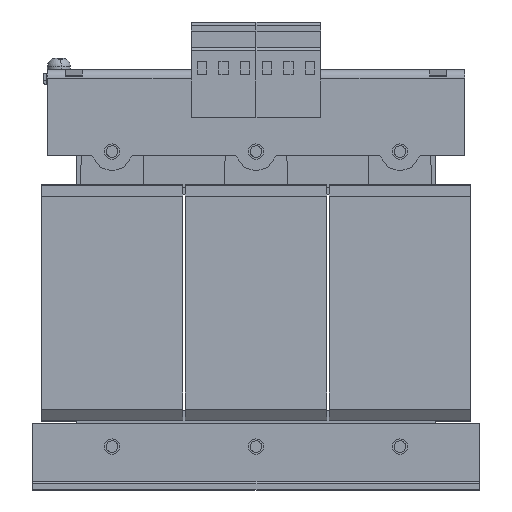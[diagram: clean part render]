
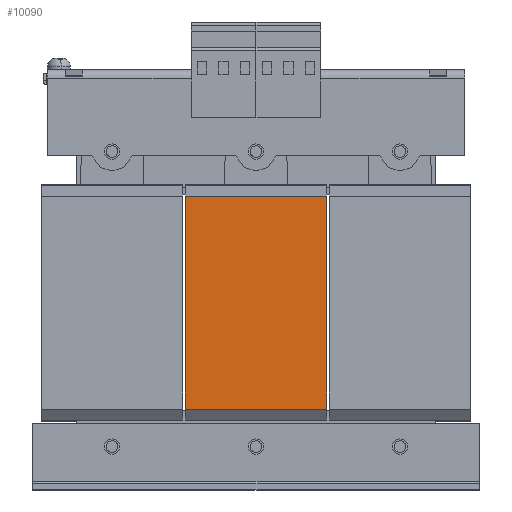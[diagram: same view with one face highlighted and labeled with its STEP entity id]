
A CAD part, top view. The second image highlights one B-rep face of the part: STEP entity #10090.
In plain terms, the highlighted planar face has unit normal (0, 0, 1).
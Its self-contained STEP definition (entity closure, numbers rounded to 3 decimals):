
#50 = DIRECTION ( 'NONE',  ( 0., 0., -1. ) ) ;
#310 = CARTESIAN_POINT ( 'NONE',  ( 24.5, -38.25, 29. ) ) ;
#2410 = LINE ( 'NONE', #5192, #10702 ) ;
#2835 = LINE ( 'NONE', #4268, #8082 ) ;
#2990 = VERTEX_POINT ( 'NONE', #16621 ) ;
#3143 = LINE ( 'NONE', #4659, #9437 ) ;
#3843 = DIRECTION ( 'NONE',  ( -1., 0., 0. ) ) ;
#4004 = ORIENTED_EDGE ( 'NONE', *, *, #10013, .T. ) ;
#4268 = CARTESIAN_POINT ( 'NONE',  ( -24.5, -38.25, 29. ) ) ;
#4443 = EDGE_CURVE ( 'NONE', #12098, #14795, #8899, .T. ) ;
#4659 = CARTESIAN_POINT ( 'NONE',  ( 24.5, 35.75, 29. ) ) ;
#4927 = CARTESIAN_POINT ( 'NONE',  ( 24.5, -38.25, 29. ) ) ;
#5192 = CARTESIAN_POINT ( 'NONE',  ( 24.5, -38.25, 29. ) ) ;
#5395 = CARTESIAN_POINT ( 'NONE',  ( 24.5, 35.75, 29. ) ) ;
#5613 = ORIENTED_EDGE ( 'NONE', *, *, #7863, .T. ) ;
#5614 = FACE_OUTER_BOUND ( 'NONE', #11392, .T. ) ;
#6894 = PLANE ( 'NONE',  #8952 ) ;
#7863 = EDGE_CURVE ( 'NONE', #12098, #12848, #3143, .T. ) ;
#7954 = ORIENTED_EDGE ( 'NONE', *, *, #4443, .F. ) ;
#8082 = VECTOR ( 'NONE', #13800, 1000. ) ;
#8313 = VECTOR ( 'NONE', #14375, 1000. ) ;
#8575 = CARTESIAN_POINT ( 'NONE',  ( -24.5, 35.75, 29. ) ) ;
#8592 = DIRECTION ( 'NONE',  ( -1., 0., 0. ) ) ;
#8899 = LINE ( 'NONE', #4927, #8313 ) ;
#8952 = AXIS2_PLACEMENT_3D ( 'NONE', #9576, #50, #8592 ) ;
#9437 = VECTOR ( 'NONE', #15711, 1000. ) ;
#9576 = CARTESIAN_POINT ( 'NONE',  ( 24.5, -38.25, 29. ) ) ;
#10013 = EDGE_CURVE ( 'NONE', #12848, #2990, #2835, .T. ) ;
#10090 = ADVANCED_FACE ( 'NONE', ( #5614 ), #6894, .F. ) ;
#10702 = VECTOR ( 'NONE', #3843, 1000. ) ;
#11392 = EDGE_LOOP ( 'NONE', ( #4004, #13291, #7954, #5613 ) ) ;
#12098 = VERTEX_POINT ( 'NONE', #5395 ) ;
#12848 = VERTEX_POINT ( 'NONE', #8575 ) ;
#13291 = ORIENTED_EDGE ( 'NONE', *, *, #17095, .F. ) ;
#13800 = DIRECTION ( 'NONE',  ( 0., -1., 0. ) ) ;
#14375 = DIRECTION ( 'NONE',  ( 0., -1., 0. ) ) ;
#14795 = VERTEX_POINT ( 'NONE', #310 ) ;
#15711 = DIRECTION ( 'NONE',  ( -1., 0., 0. ) ) ;
#16621 = CARTESIAN_POINT ( 'NONE',  ( -24.5, -38.25, 29. ) ) ;
#17095 = EDGE_CURVE ( 'NONE', #14795, #2990, #2410, .T. ) ;
